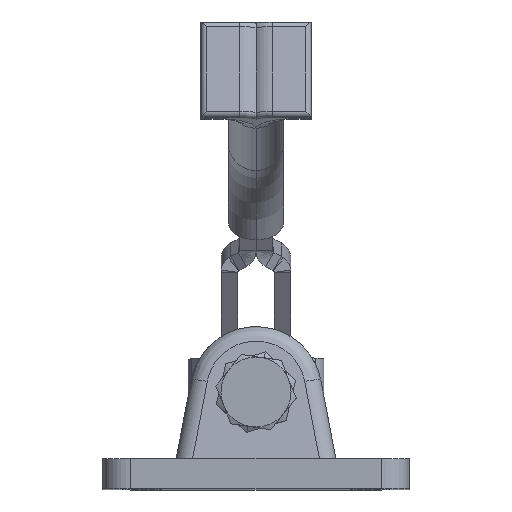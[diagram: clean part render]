
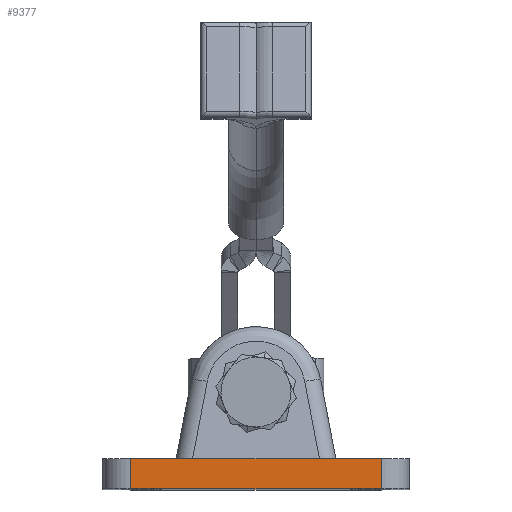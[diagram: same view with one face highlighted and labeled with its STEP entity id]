
A CAD part, top view. The second image highlights one B-rep face of the part: STEP entity #9377.
In plain terms, the highlighted planar face has unit normal (0, 0, 1).
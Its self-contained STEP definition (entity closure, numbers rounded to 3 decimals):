
#8989 = CARTESIAN_POINT ( 'NONE',  ( -22.8, -2.75, 0. ) ) ;
#8990 = CARTESIAN_POINT ( 'NONE',  ( -22.8, 2.75, 0. ) ) ;
#8996 = CARTESIAN_POINT ( 'NONE',  ( 22.8, 2.75, 0. ) ) ;
#9009 = CARTESIAN_POINT ( 'NONE',  ( 11.516, 2.75, 0. ) ) ;
#9010 = CARTESIAN_POINT ( 'NONE',  ( 22.8, -2.75, 0. ) ) ;
#9011 = CARTESIAN_POINT ( 'NONE',  ( -11.516, 2.75, 0. ) ) ;
#9377 = ADVANCED_FACE ( 'NONE', ( #17448 ), #16034, .T. ) ;
#11404 = AXIS2_PLACEMENT_3D ( 'NONE', #16030, #16036, #16037 ) ;
#13018 = VERTEX_POINT ( 'NONE', #8989 ) ;
#13020 = VERTEX_POINT ( 'NONE', #8990 ) ;
#13032 = VERTEX_POINT ( 'NONE', #8996 ) ;
#13058 = VERTEX_POINT ( 'NONE', #9009 ) ;
#13060 = VERTEX_POINT ( 'NONE', #9010 ) ;
#13062 = VERTEX_POINT ( 'NONE', #9011 ) ;
#13782 = LINE ( 'NONE', #23840, #13784 ) ;
#13784 = VECTOR ( 'NONE', #23841, 1000. ) ;
#13800 = LINE ( 'NONE', #23927, #13828 ) ;
#13804 = LINE ( 'NONE', #23880, #13806 ) ;
#13806 = VECTOR ( 'NONE', #23881, 1000. ) ;
#13814 = LINE ( 'NONE', #23890, #13815 ) ;
#13815 = VECTOR ( 'NONE', #23891, 1000. ) ;
#13823 = LINE ( 'NONE', #23921, #13825 ) ;
#13824 = LINE ( 'NONE', #23931, #13827 ) ;
#13825 = VECTOR ( 'NONE', #23922, 1000. ) ;
#13827 = VECTOR ( 'NONE', #23933, 1000. ) ;
#13828 = VECTOR ( 'NONE', #23934, 1000. ) ;
#15415 = ORIENTED_EDGE ( 'NONE', *, *, #19589, .F. ) ;
#15416 = ORIENTED_EDGE ( 'NONE', *, *, #19604, .T. ) ;
#15417 = ORIENTED_EDGE ( 'NONE', *, *, #19572, .T. ) ;
#15418 = ORIENTED_EDGE ( 'NONE', *, *, #19605, .F. ) ;
#15419 = ORIENTED_EDGE ( 'NONE', *, *, #19595, .T. ) ;
#15420 = ORIENTED_EDGE ( 'NONE', *, *, #19606, .T. ) ;
#16030 = CARTESIAN_POINT ( 'NONE',  ( 0., 0., 0. ) ) ;
#16034 = PLANE ( 'NONE',  #11404 ) ;
#16036 = DIRECTION ( 'NONE',  ( 0., 0., 1. ) ) ;
#16037 = DIRECTION ( 'NONE',  ( 1., 0., 0. ) ) ;
#17448 = FACE_OUTER_BOUND ( 'NONE', #20234, .T. ) ;
#19572 = EDGE_CURVE ( 'NONE', #13032, #13058, #13782, .T. ) ;
#19589 = EDGE_CURVE ( 'NONE', #13060, #13018, #13804, .T. ) ;
#19595 = EDGE_CURVE ( 'NONE', #13062, #13020, #13814, .T. ) ;
#19604 = EDGE_CURVE ( 'NONE', #13060, #13032, #13823, .T. ) ;
#19605 = EDGE_CURVE ( 'NONE', #13062, #13058, #13824, .T. ) ;
#19606 = EDGE_CURVE ( 'NONE', #13020, #13018, #13800, .T. ) ;
#20234 = EDGE_LOOP ( 'NONE', ( #15415, #15416, #15417, #15418, #15419, #15420 ) ) ;
#23840 = CARTESIAN_POINT ( 'NONE',  ( 0., 2.75, 0. ) ) ;
#23841 = DIRECTION ( 'NONE',  ( -1., 0., 0. ) ) ;
#23880 = CARTESIAN_POINT ( 'NONE',  ( 0., -2.75, 0. ) ) ;
#23881 = DIRECTION ( 'NONE',  ( -1., 0., 0. ) ) ;
#23890 = CARTESIAN_POINT ( 'NONE',  ( 0., 2.75, 0. ) ) ;
#23891 = DIRECTION ( 'NONE',  ( -1., 0., 0. ) ) ;
#23921 = CARTESIAN_POINT ( 'NONE',  ( 22.8, 2.75, 0. ) ) ;
#23922 = DIRECTION ( 'NONE',  ( 0., 1., 0. ) ) ;
#23927 = CARTESIAN_POINT ( 'NONE',  ( -22.8, 0., 0. ) ) ;
#23931 = CARTESIAN_POINT ( 'NONE',  ( -27.801, 2.75, 0. ) ) ;
#23933 = DIRECTION ( 'NONE',  ( 1., 0., 0. ) ) ;
#23934 = DIRECTION ( 'NONE',  ( 0., -1., 0. ) ) ;
